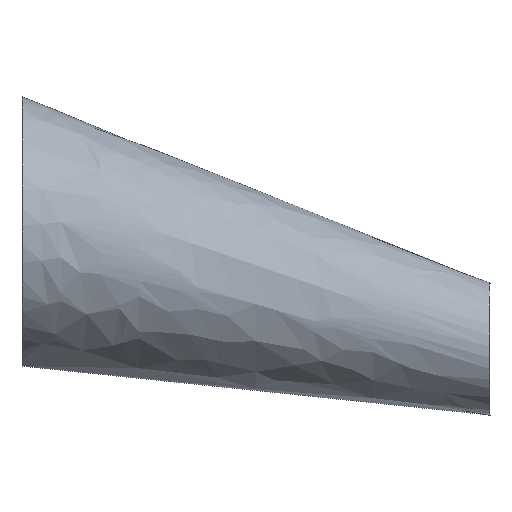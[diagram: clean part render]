
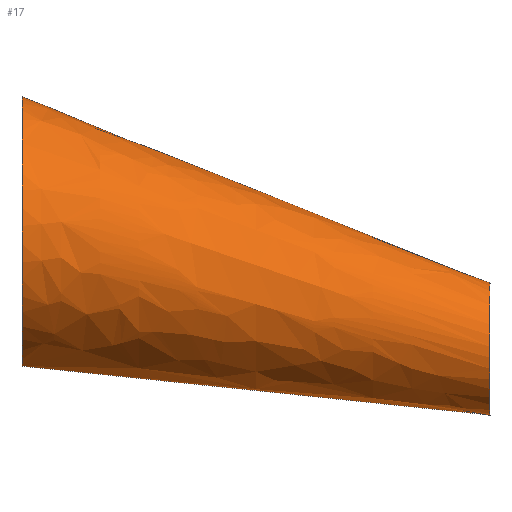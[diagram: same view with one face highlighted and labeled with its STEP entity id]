
A CAD part, top view. The second image highlights one B-rep face of the part: STEP entity #17.
In plain terms, the highlighted free-form (B-spline) face has degree [12, 1] with [13, 2] control points.
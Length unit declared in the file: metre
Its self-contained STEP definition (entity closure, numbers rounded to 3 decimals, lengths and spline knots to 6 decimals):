
#17 = ADVANCED_FACE('',(#18),#31,.T.);
#18 = FACE_BOUND('',#19,.T.);
#19 = EDGE_LOOP('',(#20,#64,#90,#105));
#20 = ORIENTED_EDGE('',*,*,#21,.F.);
#21 = EDGE_CURVE('',#22,#24,#26,.T.);
#22 = VERTEX_POINT('',#23);
#23 = CARTESIAN_POINT('',(500.,-192.682621,94.5616));
#24 = VERTEX_POINT('',#25);
#25 = CARTESIAN_POINT('',(0.,-140.438485,97.572398));
#26 = SURFACE_CURVE('',#27,(#30),.PCURVE_S1.);
#27 = B_SPLINE_CURVE_WITH_KNOTS('',1,(#28,#29),.UNSPECIFIED.,.F.,.F.,(2,
    2),(0.,1.),.PIECEWISE_BEZIER_KNOTS.);
#28 = CARTESIAN_POINT('',(500.,-192.682621,94.5616));
#29 = CARTESIAN_POINT('',(0.,-140.438485,97.572398));
#30 = PCURVE('',#31,#58);
#31 = B_SPLINE_SURFACE_WITH_KNOTS('',12,1,(
    (#32,#33)
    ,(#34,#35)
    ,(#36,#37)
    ,(#38,#39)
    ,(#40,#41)
    ,(#42,#43)
    ,(#44,#45)
    ,(#46,#47)
    ,(#48,#49)
    ,(#50,#51)
    ,(#52,#53)
    ,(#54,#55)
    ,(#56,#57)),.UNSPECIFIED.,.F.,.F.,.F.,(13,13),(2,2),(1.464842,
    4.877116),(0.,1.),.PIECEWISE_BEZIER_KNOTS.);
#32 = CARTESIAN_POINT('',(500.,-192.682621,94.5616));
#33 = CARTESIAN_POINT('',(0.,-140.438485,97.572398));
#34 = CARTESIAN_POINT('',(500.,-194.810815,114.572417)
  );
#35 = CARTESIAN_POINT('',(0.,-128.643757,134.081219));
#36 = CARTESIAN_POINT('',(500.,-190.731519,
    135.243414));
#37 = CARTESIAN_POINT('',(0.,-106.495271,167.245098));
#38 = CARTESIAN_POINT('',(500.,-180.219466,
    154.456426));
#39 = CARTESIAN_POINT('',(0.,-75.036495,193.834145));
#40 = CARTESIAN_POINT('',(500.,-163.852451,170.007879
    ));
#41 = CARTESIAN_POINT('',(0.,-36.430463,210.980038));
#42 = CARTESIAN_POINT('',(500.,-143.04786,
    179.951325));
#43 = CARTESIAN_POINT('',(0.,6.181336,216.613039));
#44 = CARTESIAN_POINT('',(500.,-119.931837,182.957781
    ));
#45 = CARTESIAN_POINT('',(0.,49.014424,209.834671));
#46 = CARTESIAN_POINT('',(500.,-97.032325,178.5987
    ));
#47 = CARTESIAN_POINT('',(0.,88.138886,191.129157));
#48 = CARTESIAN_POINT('',(500.,-76.847725,
    167.450378));
#49 = CARTESIAN_POINT('',(0.,120.043146,162.326131));
#50 = CARTESIAN_POINT('',(500.,-61.42245,
    150.964392));
#51 = CARTESIAN_POINT('',(0.,142.119493,126.311658));
#52 = CARTESIAN_POINT('',(500.,-52.057103,
    131.167085));
#53 = CARTESIAN_POINT('',(0.,152.954001,86.571938));
#54 = CARTESIAN_POINT('',(500.,-49.199048,
    110.292165));
#55 = CARTESIAN_POINT('',(0.,152.391518,46.696106));
#56 = CARTESIAN_POINT('',(500.,-52.498986,90.440907));
#57 = CARTESIAN_POINT('',(0.,141.404086,9.936265));
#58 = DEFINITIONAL_REPRESENTATION('',(#59),#63);
#59 = LINE('',#60,#61);
#60 = CARTESIAN_POINT('',(1.465,0.));
#61 = VECTOR('',#62,1.);
#62 = DIRECTION('',(0.,1.));
#63 = ( GEOMETRIC_REPRESENTATION_CONTEXT(2) 
PARAMETRIC_REPRESENTATION_CONTEXT() REPRESENTATION_CONTEXT('2D SPACE',''
  ) );
#64 = ORIENTED_EDGE('',*,*,#65,.T.);
#65 = EDGE_CURVE('',#22,#66,#68,.T.);
#66 = VERTEX_POINT('',#67);
#67 = CARTESIAN_POINT('',(500.,-52.498986,90.440907));
#68 = SURFACE_CURVE('',#69,(#83),.PCURVE_S1.);
#69 = B_SPLINE_CURVE_WITH_KNOTS('',12,(#70,#71,#72,#73,#74,#75,#76,#77,
    #78,#79,#80,#81,#82),.UNSPECIFIED.,.F.,.F.,(13,13),(1.464842,
    4.877116),.PIECEWISE_BEZIER_KNOTS.);
#70 = CARTESIAN_POINT('',(500.,-192.682621,94.5616));
#71 = CARTESIAN_POINT('',(500.,-194.810815,114.572417)
  );
#72 = CARTESIAN_POINT('',(500.,-190.731519,
    135.243414));
#73 = CARTESIAN_POINT('',(500.,-180.219466,
    154.456426));
#74 = CARTESIAN_POINT('',(500.,-163.852451,170.007879
    ));
#75 = CARTESIAN_POINT('',(500.,-143.04786,
    179.951325));
#76 = CARTESIAN_POINT('',(500.,-119.931837,182.957781
    ));
#77 = CARTESIAN_POINT('',(500.,-97.032325,178.5987
    ));
#78 = CARTESIAN_POINT('',(500.,-76.847725,
    167.450378));
#79 = CARTESIAN_POINT('',(500.,-61.42245,
    150.964392));
#80 = CARTESIAN_POINT('',(500.,-52.057103,
    131.167085));
#81 = CARTESIAN_POINT('',(500.,-49.199048,
    110.292165));
#82 = CARTESIAN_POINT('',(500.,-52.498986,90.440907));
#83 = PCURVE('',#31,#84);
#84 = DEFINITIONAL_REPRESENTATION('',(#85),#89);
#85 = LINE('',#86,#87);
#86 = CARTESIAN_POINT('',(0.,0.));
#87 = VECTOR('',#88,1.);
#88 = DIRECTION('',(1.,0.));
#89 = ( GEOMETRIC_REPRESENTATION_CONTEXT(2) 
PARAMETRIC_REPRESENTATION_CONTEXT() REPRESENTATION_CONTEXT('2D SPACE',''
  ) );
#90 = ORIENTED_EDGE('',*,*,#91,.T.);
#91 = EDGE_CURVE('',#66,#92,#94,.T.);
#92 = VERTEX_POINT('',#93);
#93 = CARTESIAN_POINT('',(0.,141.404086,9.936265));
#94 = SURFACE_CURVE('',#95,(#98),.PCURVE_S1.);
#95 = B_SPLINE_CURVE_WITH_KNOTS('',1,(#96,#97),.UNSPECIFIED.,.F.,.F.,(2,
    2),(0.,1.),.PIECEWISE_BEZIER_KNOTS.);
#96 = CARTESIAN_POINT('',(500.,-52.498986,90.440907));
#97 = CARTESIAN_POINT('',(0.,141.404086,9.936265));
#98 = PCURVE('',#31,#99);
#99 = DEFINITIONAL_REPRESENTATION('',(#100),#104);
#100 = LINE('',#101,#102);
#101 = CARTESIAN_POINT('',(4.877,0.));
#102 = VECTOR('',#103,1.);
#103 = DIRECTION('',(0.,1.));
#104 = ( GEOMETRIC_REPRESENTATION_CONTEXT(2) 
PARAMETRIC_REPRESENTATION_CONTEXT() REPRESENTATION_CONTEXT('2D SPACE',''
  ) );
#105 = ORIENTED_EDGE('',*,*,#106,.F.);
#106 = EDGE_CURVE('',#24,#92,#107,.T.);
#107 = SURFACE_CURVE('',#108,(#122),.PCURVE_S1.);
#108 = B_SPLINE_CURVE_WITH_KNOTS('',12,(#109,#110,#111,#112,#113,#114,
    #115,#116,#117,#118,#119,#120,#121),.UNSPECIFIED.,.F.,.F.,(13,13),(
    1.464842,4.877116),.PIECEWISE_BEZIER_KNOTS.);
#109 = CARTESIAN_POINT('',(0.,-140.438485,97.572398));
#110 = CARTESIAN_POINT('',(0.,-128.643757,134.081219));
#111 = CARTESIAN_POINT('',(0.,-106.495271,167.245098));
#112 = CARTESIAN_POINT('',(0.,-75.036495,193.834145));
#113 = CARTESIAN_POINT('',(0.,-36.430463,210.980038));
#114 = CARTESIAN_POINT('',(0.,6.181336,216.613039));
#115 = CARTESIAN_POINT('',(0.,49.014424,209.834671));
#116 = CARTESIAN_POINT('',(0.,88.138886,191.129157));
#117 = CARTESIAN_POINT('',(0.,120.043146,162.326131));
#118 = CARTESIAN_POINT('',(0.,142.119493,126.311658));
#119 = CARTESIAN_POINT('',(0.,152.954001,86.571938));
#120 = CARTESIAN_POINT('',(0.,152.391518,46.696106));
#121 = CARTESIAN_POINT('',(0.,141.404086,9.936265));
#122 = PCURVE('',#31,#123);
#123 = DEFINITIONAL_REPRESENTATION('',(#124),#128);
#124 = LINE('',#125,#126);
#125 = CARTESIAN_POINT('',(0.,1.));
#126 = VECTOR('',#127,1.);
#127 = DIRECTION('',(1.,0.));
#128 = ( GEOMETRIC_REPRESENTATION_CONTEXT(2) 
PARAMETRIC_REPRESENTATION_CONTEXT() REPRESENTATION_CONTEXT('2D SPACE',''
  ) );
